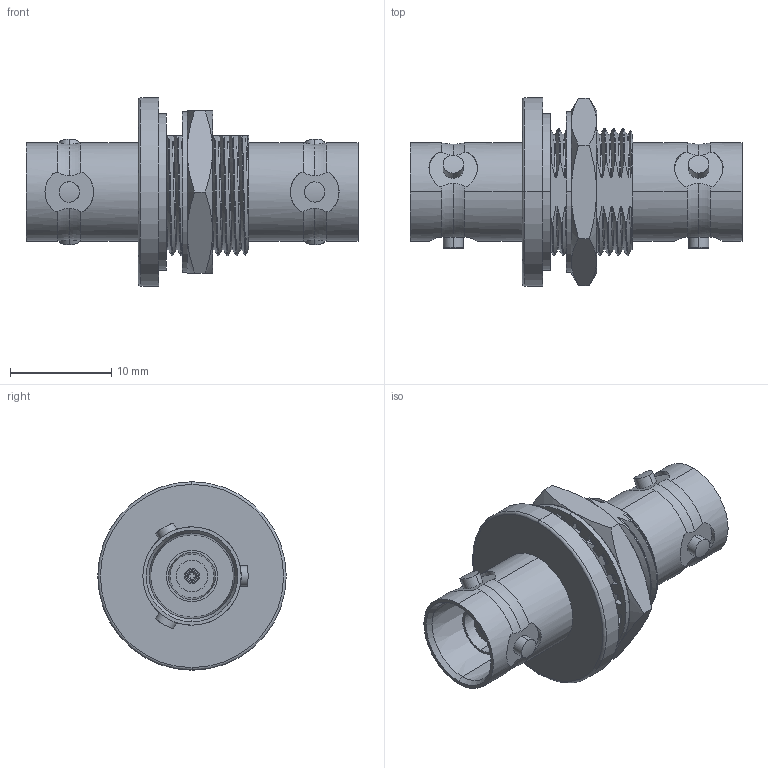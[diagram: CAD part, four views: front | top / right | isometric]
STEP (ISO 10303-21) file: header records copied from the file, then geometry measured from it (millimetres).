
FILE_DESCRIPTION (( 'STEP AP214' ), '1' );
FILE_NAME ('LCAD10-06567_3D.step', '2023-08-09T19:39:50', ( '' ), ( '' ), 'SwSTEP 2.0', 'SolidWorks 2022', '' );
FILE_SCHEMA (( 'AUTOMOTIVE_DESIGN' ));
Length unit declared in the file: inch
Products named in the file (6): Copy of 10-06567-MA4^LCAD10-06567; Copy of 10-06567-MA6^LCAD10-06567; Copy of 10-06567-MA1^LCAD10-06567; Copy of 10-06567-MA3^LCAD10-06567; Copy of 10-06567-MA5^LCAD10-06567; LCAD10-06567_3D
Assembly tree (5 placements, depth 2):
  LCAD10-06567_3D
    Copy of 10-06567-MA1^LCAD10-06567
    Copy of 10-06567-MA5^LCAD10-06567
    Copy of 10-06567-MA3^LCAD10-06567
    Copy of 10-06567-MA4^LCAD10-06567
    Copy of 10-06567-MA6^LCAD10-06567
Bounding box: 32.77 x 18.6 x 18.6 mm (x, y, z)
Volume: 2626.3 mm3; surface area: 4005.8 mm2
Topology: 5 solids, 5 shells, 350 faces, 916 edges, 594 vertices
Faces by surface type: cylinder 128, plane 101, cone 64, bspline 39, torus 18
Entity records: 27152 total; most frequent: CARTESIAN_POINT 18371, ORIENTED_EDGE 1832, DIRECTION 1544, EDGE_CURVE 916, AXIS2_PLACEMENT_3D 609, VERTEX_POINT 594, EDGE_LOOP 376, FACE_OUTER_BOUND 350
